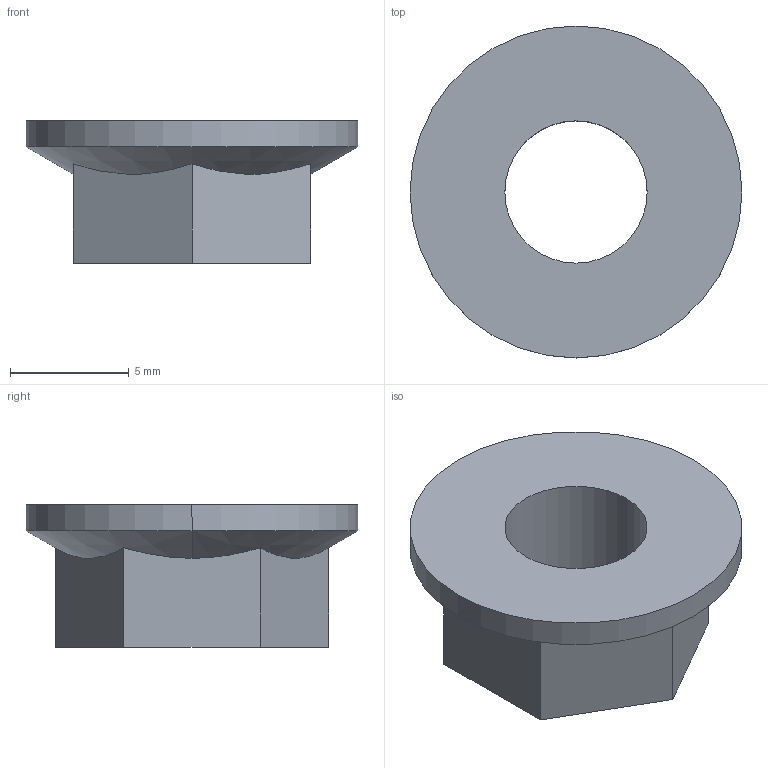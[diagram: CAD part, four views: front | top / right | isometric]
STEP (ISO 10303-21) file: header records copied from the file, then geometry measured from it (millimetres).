
FILE_DESCRIPTION(('STEP AP214'),'1');
FILE_NAME('cctmp_2F0B8957-5F6F-4C79-A0D0-08AF6EE387AE_2020_1_10_11_41_49_105..stp','2020-01-10T10:41:49',('Bosch Rexroth AG'),('CADClick - www.CADClick.com'),'Spatial InterOp 3D',' ','unknown authorization - (Healing Option Enabled)');
FILE_SCHEMA(('AUTOMOTIVE_DESIGN'));
Length unit declared in the file: millimetre
Products named in the file (1): 2020_01_10__11-41-49-104
Bounding box: 14 x 14 x 6 mm (x, y, z)
Volume: 454.4 mm3; surface area: 553.1 mm2
Topology: 1 solids, 1 shells, 16 faces, 38 edges, 24 vertices
Faces by surface type: plane 8, cylinder 4, cone 4
Entity records: 608 total; most frequent: CARTESIAN_POINT 95, ORIENTED_EDGE 76, DIRECTION 74, EDGE_CURVE 38, AXIS2_PLACEMENT_3D 27, VERTEX_POINT 24, LINE 20, VECTOR 20
